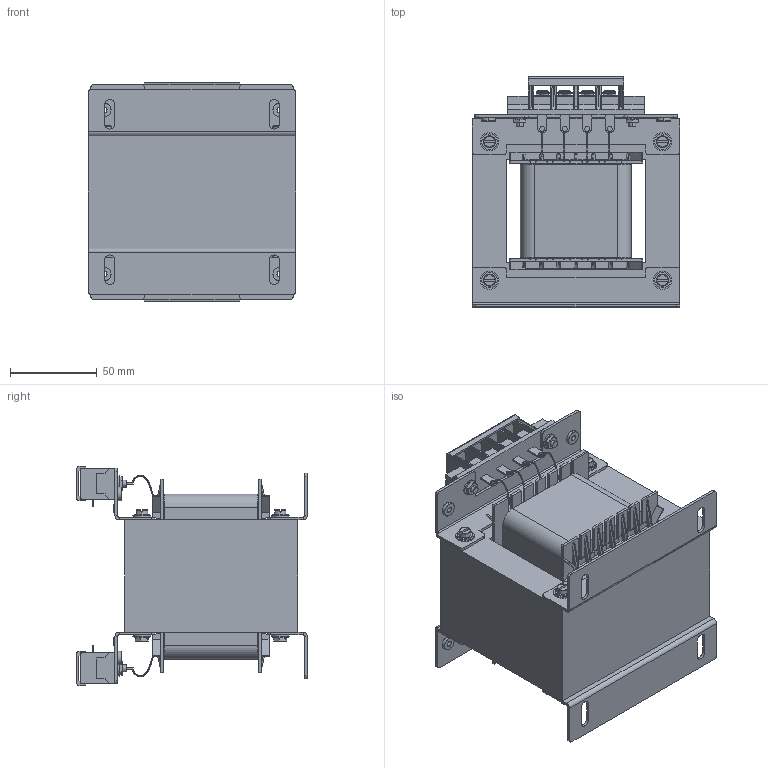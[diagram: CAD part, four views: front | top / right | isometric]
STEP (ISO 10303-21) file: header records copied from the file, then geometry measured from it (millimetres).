
FILE_DESCRIPTION (( 'STEP AP214' ), '1' );
FILE_NAME ('9106.STEP', '2025-04-02T10:25:19', ( '' ), ( '' ), 'SwSTEP 2.0', 'SolidWorks 2022', '' );
FILE_SCHEMA (( 'AUTOMOTIVE_DESIGN' ));
Length unit declared in the file: millimetre
Products named in the file (1): 9106
Bounding box: 120 x 133 x 126.76 mm (x, y, z)
Volume: 884814 mm3; surface area: 239782.5 mm2
Topology: 71 solids, 71 shells, 3352 faces, 8540 edges, 5348 vertices
Faces by surface type: plane 2090, cylinder 718, bspline 232, torus 168, cone 144
Entity records: 149422 total; most frequent: CARTESIAN_POINT 33123, ORIENTED_EDGE 17016, DIRECTION 15010, EDGE_CURVE 8508, LINE 5672, VECTOR 5672, VERTEX_POINT 5348, AXIS2_PLACEMENT_3D 4669
